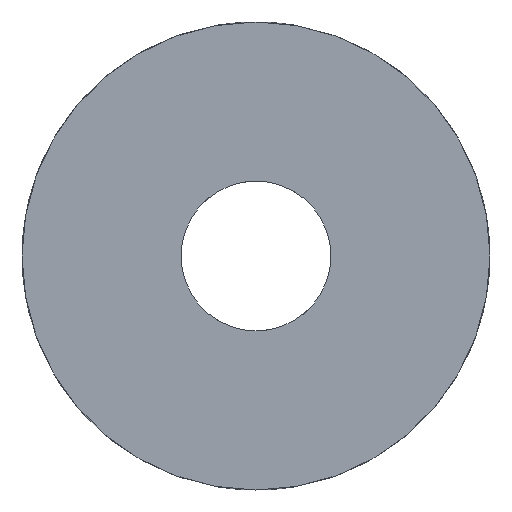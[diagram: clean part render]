
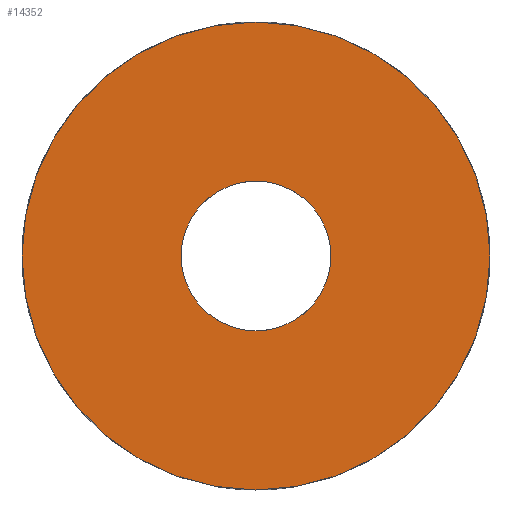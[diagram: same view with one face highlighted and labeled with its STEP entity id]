
A CAD part, front view. The second image highlights one B-rep face of the part: STEP entity #14352.
In plain terms, the highlighted planar face has unit normal (0, -1, 0).
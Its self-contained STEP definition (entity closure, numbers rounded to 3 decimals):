
#926 = DIRECTION ( 'NONE',  ( 0., -1., 0. ) ) ;
#1153 = ORIENTED_EDGE ( 'NONE', *, *, #6179, .F. ) ;
#1553 = VERTEX_POINT ( 'NONE', #3554 ) ;
#2119 = DIRECTION ( 'NONE',  ( 0., 0., -1. ) ) ;
#2334 = CARTESIAN_POINT ( 'NONE',  ( 0., 0., 3.2 ) ) ;
#2512 = CARTESIAN_POINT ( 'NONE',  ( 0., 0., 10. ) ) ;
#2762 = EDGE_CURVE ( 'NONE', #1553, #19984, #3329, .T. ) ;
#2859 = EDGE_LOOP ( 'NONE', ( #10659, #1153 ) ) ;
#3214 = EDGE_CURVE ( 'NONE', #21014, #7136, #20819, .T. ) ;
#3329 = CIRCLE ( 'NONE', #13264, 10. ) ;
#3554 = CARTESIAN_POINT ( 'NONE',  ( 0., 0., -10. ) ) ;
#5629 = DIRECTION ( 'NONE',  ( 0., -1., 0. ) ) ;
#5908 = EDGE_CURVE ( 'NONE', #19984, #1553, #15304, .T. ) ;
#6159 = ORIENTED_EDGE ( 'NONE', *, *, #5908, .T. ) ;
#6179 = EDGE_CURVE ( 'NONE', #7136, #21014, #17731, .T. ) ;
#7136 = VERTEX_POINT ( 'NONE', #13347 ) ;
#7137 = AXIS2_PLACEMENT_3D ( 'NONE', #17139, #926, #2119 ) ;
#7778 = EDGE_LOOP ( 'NONE', ( #21063, #6159 ) ) ;
#10495 = DIRECTION ( 'NONE',  ( 0., -1., 0. ) ) ;
#10659 = ORIENTED_EDGE ( 'NONE', *, *, #3214, .F. ) ;
#11141 = CARTESIAN_POINT ( 'NONE',  ( 0., 0., 0. ) ) ;
#11887 = DIRECTION ( 'NONE',  ( 0., 0., -1. ) ) ;
#12909 = AXIS2_PLACEMENT_3D ( 'NONE', #11141, #17699, #18718 ) ;
#13264 = AXIS2_PLACEMENT_3D ( 'NONE', #13725, #10495, #15534 ) ;
#13347 = CARTESIAN_POINT ( 'NONE',  ( 0., 0., -3.2 ) ) ;
#13725 = CARTESIAN_POINT ( 'NONE',  ( 0., 0., 0. ) ) ;
#14352 = ADVANCED_FACE ( 'NONE', ( #18869, #20480 ), #15629, .T. ) ;
#15304 = CIRCLE ( 'NONE', #21181, 10. ) ;
#15490 = CARTESIAN_POINT ( 'NONE',  ( 0., 0., 0. ) ) ;
#15534 = DIRECTION ( 'NONE',  ( 0., 0., -1. ) ) ;
#15622 = DIRECTION ( 'NONE',  ( 0., -1., 0. ) ) ;
#15629 = PLANE ( 'NONE',  #7137 ) ;
#17139 = CARTESIAN_POINT ( 'NONE',  ( 0., 0., 0. ) ) ;
#17699 = DIRECTION ( 'NONE',  ( 0., -1., 0. ) ) ;
#17731 = CIRCLE ( 'NONE', #20463, 3.2 ) ;
#18415 = DIRECTION ( 'NONE',  ( 0., 0., -1. ) ) ;
#18718 = DIRECTION ( 'NONE',  ( 0., 0., -1. ) ) ;
#18869 = FACE_OUTER_BOUND ( 'NONE', #7778, .T. ) ;
#19984 = VERTEX_POINT ( 'NONE', #2512 ) ;
#20051 = CARTESIAN_POINT ( 'NONE',  ( 0., 0., 0. ) ) ;
#20463 = AXIS2_PLACEMENT_3D ( 'NONE', #15490, #5629, #18415 ) ;
#20480 = FACE_BOUND ( 'NONE', #2859, .T. ) ;
#20819 = CIRCLE ( 'NONE', #12909, 3.2 ) ;
#21014 = VERTEX_POINT ( 'NONE', #2334 ) ;
#21063 = ORIENTED_EDGE ( 'NONE', *, *, #2762, .T. ) ;
#21181 = AXIS2_PLACEMENT_3D ( 'NONE', #20051, #15622, #11887 ) ;
